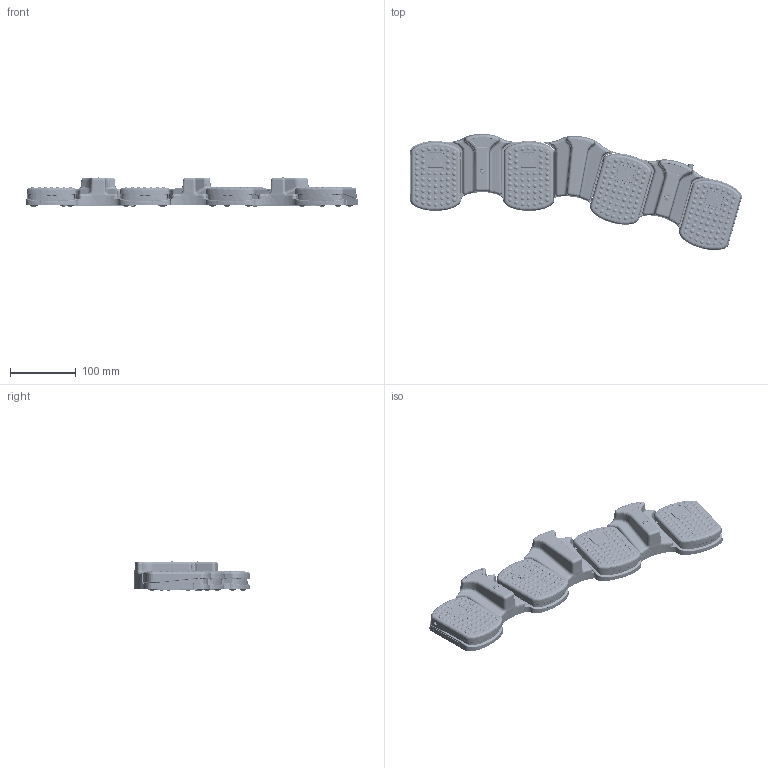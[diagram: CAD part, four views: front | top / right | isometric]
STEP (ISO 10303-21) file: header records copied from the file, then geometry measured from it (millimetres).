
FILE_DESCRIPTION (( 'STEP AP203' ), '1' );
FILE_NAME ('Fussschalter_FP4.STEP', '2005-02-07T15:25:59', ( '' ), ( '' ), 'SwSTEP 2.0', 'SolidWorks 2004251', '' );
FILE_SCHEMA (( 'CONFIG_CONTROL_DESIGN' ));
Products named in the file (11): Mutter_M4_DIN EN 24032_ID 22495; DIN 7981 2,9x9,5_Standard; Gehaeuse UT_Ausbruch f黵 Adapter; Stopfen_Gleiter_Stopfen Fußshalter; Fussschalter_FP4; Kabel 7_Standard; Deckel 190404_mit Dom; Pedal 7_up; LED_Kappe_Standard; Adapter mit Kabelblende_Standard; Gehaeuse UT_Ausbruch für Adapter links
Assembly tree (50 placements, depth 2):
  Fussschalter_FP4
    Mutter_M4_DIN EN 24032_ID 22495  x8
    Stopfen_Gleiter_Stopfen Fußshalter  x16
    Kabel 7_Standard
    Deckel 190404_mit Dom  x2
    Pedal 7_up  x4
    Adapter mit Kabelblende_Standard
    LED_Kappe_Standard  x2
    DIN 7981 2,9x9,5_Standard  x14
    Gehaeuse UT_Ausbruch f黵 Adapter
    Gehaeuse UT_Ausbruch für Adapter links
Bounding box: 506.33 x 177.43 x 44.4 mm (x, y, z)
Volume: 629828.8 mm3; surface area: 355610.5 mm2
Topology: 50 solids, 50 shells, 4350 faces, 10545 edges, 6665 vertices
Faces by surface type: plane 1444, cylinder 1035, cone 592, sphere 551, bspline 540, torus 188
Entity records: 310500 total; most frequent: CARTESIAN_POINT 249936, ORIENTED_EDGE 13024, DIRECTION 10893, EDGE_CURVE 6512, VERTEX_POINT 4172, AXIS2_PLACEMENT_3D 3932, VECTOR 3029, LINE 3029
